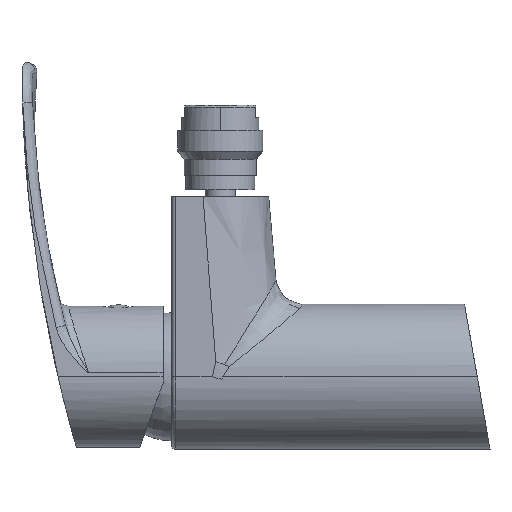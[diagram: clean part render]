
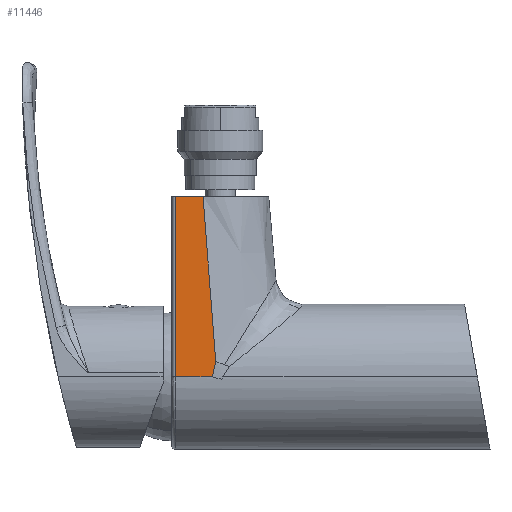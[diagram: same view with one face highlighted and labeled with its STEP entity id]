
A CAD part, left-side view. The second image highlights one B-rep face of the part: STEP entity #11446.
In plain terms, the highlighted planar face has unit normal (-1, 0, 0).
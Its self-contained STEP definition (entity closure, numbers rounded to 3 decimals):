
#569 = CARTESIAN_POINT ( 'NONE',  ( -22.65, 93.45, 0. ) ) ;
#742 = CARTESIAN_POINT ( 'NONE',  ( -22.65, 83.445, 39.051 ) ) ;
#2925 = CARTESIAN_POINT ( 'NONE',  ( -22.65, 81.581, 1.21 ) ) ;
#3504 = DIRECTION ( 'NONE',  ( 0., 1., 0. ) ) ;
#3868 = CARTESIAN_POINT ( 'NONE',  ( -22.65, 81.857, 0. ) ) ;
#4728 = EDGE_CURVE ( 'NONE', #22557, #11632, #13516, .T. ) ;
#5240 = CARTESIAN_POINT ( 'NONE',  ( -22.65, 81.857, 0. ) ) ;
#5681 = ORIENTED_EDGE ( 'NONE', *, *, #4728, .F. ) ;
#7951 = VERTEX_POINT ( 'NONE', #18683 ) ;
#8323 = CARTESIAN_POINT ( 'NONE',  ( -22.65, 81.365, 2.279 ) ) ;
#9604 = EDGE_CURVE ( 'NONE', #7951, #54863, #20729, .T. ) ;
#9606 = DIRECTION ( 'NONE',  ( 0., 0., -1. ) ) ;
#11446 = ADVANCED_FACE ( 'NONE', ( #25753 ), #69620, .F. ) ;
#11632 = VERTEX_POINT ( 'NONE', #40445 ) ;
#12655 = CARTESIAN_POINT ( 'NONE',  ( -22.65, 81.645, 0.914 ) ) ;
#13376 = CARTESIAN_POINT ( 'NONE',  ( -22.65, 81.583, 1.198 ) ) ;
#13516 = B_SPLINE_CURVE_WITH_KNOTS ( 'NONE', 3,
 ( #5240, #32893, #27838, #569 ),
 .UNSPECIFIED., .F., .F.,
 ( 4, 4 ),
 ( 0., 1. ),
 .UNSPECIFIED. ) ;
#15366 = CARTESIAN_POINT ( 'NONE',  ( -22.65, 111.481, 56.2 ) ) ;
#16534 = VECTOR ( 'NONE', #61286, 1000. ) ;
#16576 = CARTESIAN_POINT ( 'NONE',  ( -22.65, 82.131, 21.902 ) ) ;
#17607 = CARTESIAN_POINT ( 'NONE',  ( -22.65, 80.817, 4.753 ) ) ;
#18683 = CARTESIAN_POINT ( 'NONE',  ( -22.65, 84.759, 56.2 ) ) ;
#18742 = CARTESIAN_POINT ( 'NONE',  ( -22.65, 80.817, 4.753 ) ) ;
#19453 = CARTESIAN_POINT ( 'NONE',  ( -22.65, 81.443, 1.881 ) ) ;
#20382 = CARTESIAN_POINT ( 'NONE',  ( -22.65, 88.844, 29.25 ) ) ;
#20391 = EDGE_CURVE ( 'NONE', #7951, #65436, #54845, .T. ) ;
#20729 = LINE ( 'NONE', #15366, #56032 ) ;
#22557 = VERTEX_POINT ( 'NONE', #3868 ) ;
#24477 = CARTESIAN_POINT ( 'NONE',  ( -22.65, 80.862, 4.552 ) ) ;
#25753 = FACE_OUTER_BOUND ( 'NONE', #56351, .T. ) ;
#27838 = CARTESIAN_POINT ( 'NONE',  ( -22.65, 89.586, 0. ) ) ;
#28194 = CARTESIAN_POINT ( 'NONE',  ( -22.65, 93.45, 29.25 ) ) ;
#29149 = CARTESIAN_POINT ( 'NONE',  ( -22.65, 81.14, 3.373 ) ) ;
#29499 = CARTESIAN_POINT ( 'NONE',  ( -22.65, 81.267, 2.779 ) ) ;
#30212 = CARTESIAN_POINT ( 'NONE',  ( -22.65, 81.55, 1.354 ) ) ;
#32893 = CARTESIAN_POINT ( 'NONE',  ( -22.65, 85.721, 0. ) ) ;
#34553 = CARTESIAN_POINT ( 'NONE',  ( -22.65, 81.452, 1.833 ) ) ;
#34918 = CARTESIAN_POINT ( 'NONE',  ( -22.65, 81.514, 1.526 ) ) ;
#35626 = CARTESIAN_POINT ( 'NONE',  ( -22.65, 81.423, 1.98 ) ) ;
#35932 = CARTESIAN_POINT ( 'NONE',  ( -22.65, 80.817, 4.753 ) ) ;
#38120 = CARTESIAN_POINT ( 'NONE',  ( -22.65, 84.759, 56.2 ) ) ;
#40307 = CARTESIAN_POINT ( 'NONE',  ( -22.65, 81.049, 3.764 ) ) ;
#40445 = CARTESIAN_POINT ( 'NONE',  ( -22.65, 93.45, 0. ) ) ;
#40666 = CARTESIAN_POINT ( 'NONE',  ( -22.65, 80.839, 4.652 ) ) ;
#41021 = CARTESIAN_POINT ( 'NONE',  ( -22.65, 81.585, 1.19 ) ) ;
#42156 = EDGE_CURVE ( 'NONE', #65436, #22557, #48958, .T. ) ;
#42304 = DIRECTION ( 'NONE',  ( 1., 0., 0. ) ) ;
#46405 = CARTESIAN_POINT ( 'NONE',  ( -22.65, 81.001, 3.963 ) ) ;
#48958 = B_SPLINE_CURVE_WITH_KNOTS ( 'NONE', 3,
 ( #18742, #40666, #24477, #67629, #57893, #46405, #40307, #29149, #62606, #29499, #61877, #8323, #51781, #35626, #19453, #34553, #62241, #34918, #30212, #68345, #52136, #2925, #13376, #41021, #12655, #51440, #62951 ),
 .UNSPECIFIED., .F., .F.,
 ( 4, 2, 2, 2, 2, 2, 1, 2, 2, 1, 1, 1, 1, 2, 2, 4 ),
 ( 0., 0.062, 0.125, 0.25, 0.375, 0.5, 0.562, 0.594, 0.625, 0.687, 0.719, 0.734, 0.742, 0.746, 0.75, 1. ),
 .UNSPECIFIED. ) ;
#51440 = CARTESIAN_POINT ( 'NONE',  ( -22.65, 81.734, 0.519 ) ) ;
#51781 = CARTESIAN_POINT ( 'NONE',  ( -22.65, 81.394, 2.13 ) ) ;
#52136 = CARTESIAN_POINT ( 'NONE',  ( -22.65, 81.577, 1.228 ) ) ;
#52270 = EDGE_CURVE ( 'NONE', #11632, #54863, #60923, .T. ) ;
#53630 = CARTESIAN_POINT ( 'NONE',  ( -22.65, 93.45, 56.2 ) ) ;
#54845 = B_SPLINE_CURVE_WITH_KNOTS ( 'NONE', 3,
 ( #38120, #742, #16576, #17607 ),
 .UNSPECIFIED., .F., .F.,
 ( 4, 4 ),
 ( 0.028, 1. ),
 .UNSPECIFIED. ) ;
#54863 = VERTEX_POINT ( 'NONE', #53630 ) ;
#56032 = VECTOR ( 'NONE', #3504, 1000. ) ;
#56351 = EDGE_LOOP ( 'NONE', ( #60340, #66812, #70907, #5681, #65297 ) ) ;
#57893 = CARTESIAN_POINT ( 'NONE',  ( -22.65, 80.93, 4.259 ) ) ;
#60340 = ORIENTED_EDGE ( 'NONE', *, *, #20391, .F. ) ;
#60923 = LINE ( 'NONE', #28194, #16534 ) ;
#61286 = DIRECTION ( 'NONE',  ( 0., 0., 1. ) ) ;
#61877 = CARTESIAN_POINT ( 'NONE',  ( -22.65, 81.308, 2.578 ) ) ;
#62241 = CARTESIAN_POINT ( 'NONE',  ( -22.65, 81.483, 1.678 ) ) ;
#62606 = CARTESIAN_POINT ( 'NONE',  ( -22.65, 81.184, 3.176 ) ) ;
#62951 = CARTESIAN_POINT ( 'NONE',  ( -22.65, 81.857, 0. ) ) ;
#65297 = ORIENTED_EDGE ( 'NONE', *, *, #42156, .F. ) ;
#65436 = VERTEX_POINT ( 'NONE', #35932 ) ;
#66812 = ORIENTED_EDGE ( 'NONE', *, *, #9604, .T. ) ;
#67629 = CARTESIAN_POINT ( 'NONE',  ( -22.65, 80.907, 4.355 ) ) ;
#68345 = CARTESIAN_POINT ( 'NONE',  ( -22.65, 81.568, 1.27 ) ) ;
#69620 = PLANE ( 'NONE',  #71129 ) ;
#70907 = ORIENTED_EDGE ( 'NONE', *, *, #52270, .F. ) ;
#71129 = AXIS2_PLACEMENT_3D ( 'NONE', #20382, #42304, #9606 ) ;
